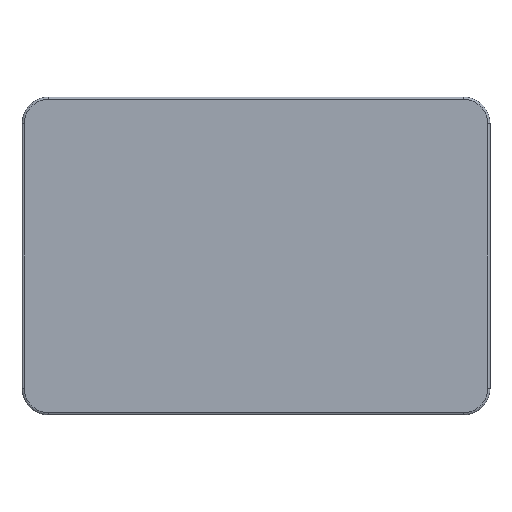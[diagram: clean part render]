
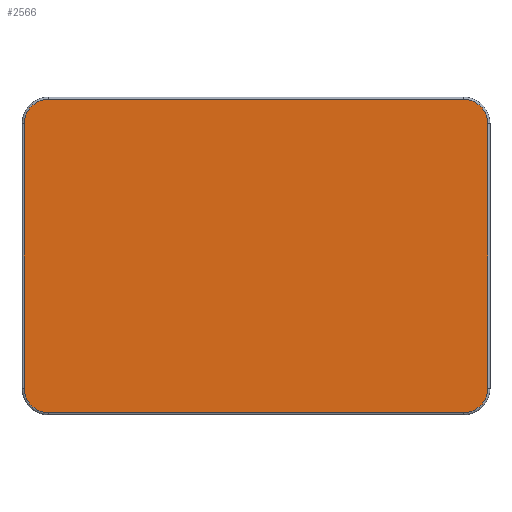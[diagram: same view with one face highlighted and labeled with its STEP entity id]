
A CAD part, front view. The second image highlights one B-rep face of the part: STEP entity #2566.
In plain terms, the highlighted planar face has unit normal (0, -1, 0).
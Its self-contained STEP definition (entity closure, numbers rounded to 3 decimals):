
#499=CARTESIAN_POINT('',(-47.,-10.,30.));
#500=DIRECTION('',(0.,1.,0.));
#501=DIRECTION('',(-1.,0.,0.));
#502=AXIS2_PLACEMENT_3D('',#499,#500,#501);
#504=CARTESIAN_POINT('',(47.,-10.,30.));
#505=DIRECTION('',(0.,1.,0.));
#506=DIRECTION('',(0.,0.,1.));
#507=AXIS2_PLACEMENT_3D('',#504,#505,#506);
#509=CARTESIAN_POINT('',(47.,-10.,-30.));
#510=DIRECTION('',(0.,1.,0.));
#511=DIRECTION('',(1.,0.,0.));
#512=AXIS2_PLACEMENT_3D('',#509,#510,#511);
#514=CARTESIAN_POINT('',(-47.,-10.,-30.));
#515=DIRECTION('',(0.,1.,0.));
#516=DIRECTION('',(0.,0.,-1.));
#517=AXIS2_PLACEMENT_3D('',#514,#515,#516);
#534=DIRECTION('',(0.,0.,-1.));
#535=VECTOR('',#534,60.);
#536=CARTESIAN_POINT('',(-52.5,-10.,30.));
#537=LINE('',#536,#535);
#550=DIRECTION('',(-1.,0.,0.));
#551=VECTOR('',#550,94.);
#552=CARTESIAN_POINT('',(47.,-10.,35.5));
#553=LINE('',#552,#551);
#730=DIRECTION('',(1.,0.,0.));
#731=VECTOR('',#730,94.);
#732=CARTESIAN_POINT('',(-47.,-10.,-35.5));
#733=LINE('',#732,#731);
#753=DIRECTION('',(0.,0.,1.));
#754=VECTOR('',#753,60.);
#755=CARTESIAN_POINT('',(52.5,-10.,-30.));
#756=LINE('',#755,#754);
#1784=CARTESIAN_POINT('',(-47.,-10.,-35.5));
#1785=CARTESIAN_POINT('',(-52.5,-10.,-30.));
#1786=VERTEX_POINT('',#1784);
#1787=VERTEX_POINT('',#1785);
#1788=CARTESIAN_POINT('',(-52.5,-10.,30.));
#1789=CARTESIAN_POINT('',(-47.,-10.,35.5));
#1790=VERTEX_POINT('',#1788);
#1791=VERTEX_POINT('',#1789);
#1792=CARTESIAN_POINT('',(47.,-10.,35.5));
#1793=VERTEX_POINT('',#1792);
#1794=CARTESIAN_POINT('',(52.5,-10.,30.));
#1795=VERTEX_POINT('',#1794);
#1796=CARTESIAN_POINT('',(52.5,-10.,-30.));
#1797=VERTEX_POINT('',#1796);
#1798=CARTESIAN_POINT('',(47.,-10.,-35.5));
#1799=VERTEX_POINT('',#1798);
#2544=CARTESIAN_POINT('',(0.,-10.,0.));
#2545=DIRECTION('',(0.,-1.,0.));
#2546=DIRECTION('',(1.,0.,0.));
#2547=AXIS2_PLACEMENT_3D('',#2544,#2545,#2546);
#2548=PLANE('',#2547);
#2550=ORIENTED_EDGE('',*,*,#2549,.T.);
#2552=ORIENTED_EDGE('',*,*,#2551,.F.);
#2554=ORIENTED_EDGE('',*,*,#2553,.T.);
#2556=ORIENTED_EDGE('',*,*,#2555,.F.);
#2558=ORIENTED_EDGE('',*,*,#2557,.T.);
#2560=ORIENTED_EDGE('',*,*,#2559,.F.);
#2561=ORIENTED_EDGE('',*,*,#2534,.T.);
#2563=ORIENTED_EDGE('',*,*,#2562,.F.);
#2564=EDGE_LOOP('',(#2550,#2552,#2554,#2556,#2558,#2560,#2561,#2563));
#2565=FACE_OUTER_BOUND('',#2564,.F.);
#2566=ADVANCED_FACE('',(#2565),#2548,.T.);
#503=CIRCLE('',#502,5.5);
#508=CIRCLE('',#507,5.5);
#513=CIRCLE('',#512,5.5);
#518=CIRCLE('',#517,5.5);
#2534=EDGE_CURVE('',#1786,#1787,#518,.T.);
#2549=EDGE_CURVE('',#1790,#1791,#503,.T.);
#2551=EDGE_CURVE('',#1793,#1791,#553,.T.);
#2553=EDGE_CURVE('',#1793,#1795,#508,.T.);
#2555=EDGE_CURVE('',#1797,#1795,#756,.T.);
#2557=EDGE_CURVE('',#1797,#1799,#513,.T.);
#2559=EDGE_CURVE('',#1786,#1799,#733,.T.);
#2562=EDGE_CURVE('',#1790,#1787,#537,.T.);
